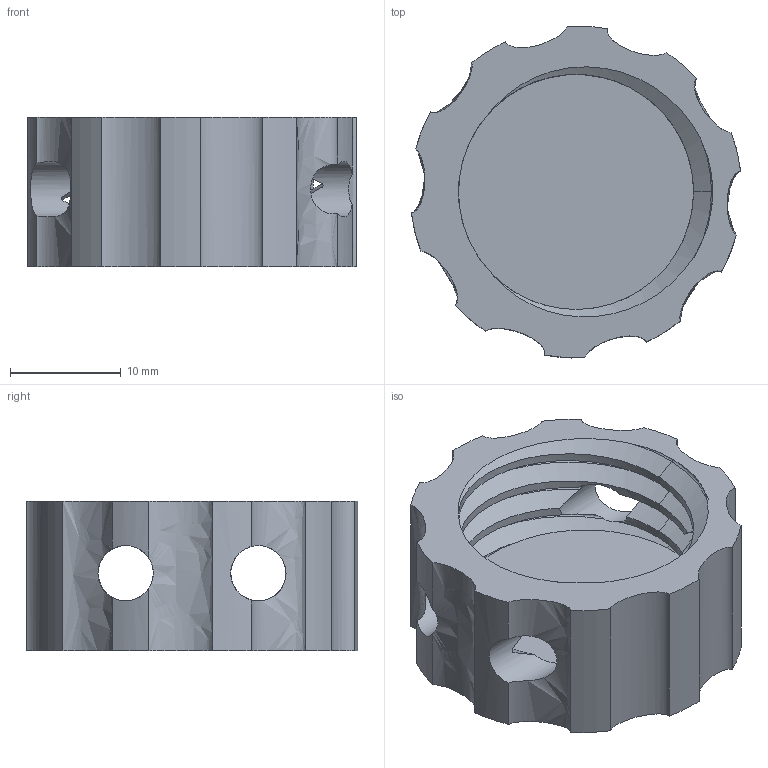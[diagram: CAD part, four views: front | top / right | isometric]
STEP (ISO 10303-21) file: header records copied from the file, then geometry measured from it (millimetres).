
FILE_DESCRIPTION(('FreeCAD Model'),'2;1');
FILE_NAME('Open CASCADE Shape Model','2025-03-07T21:22:32',(''),(''), 'Open CASCADE STEP processor 7.8','FreeCAD','Unknown');
FILE_SCHEMA(('AUTOMOTIVE_DESIGN { 1 0 10303 214 1 1 1 1 }'));
Length unit declared in the file: millimetre
Products named in the file (1): Cut
Bounding box: 29.76 x 29.99 x 13.5 mm (x, y, z)
Volume: 4653.1 mm3; surface area: 3736.1 mm2
Topology: 1 solids, 1 shells, 69 faces, 213 edges, 139 vertices
Faces by surface type: bspline 32, cylinder 24, extrusion 10, plane 3
Full cylindrical faces by diameter (mm): 5 x4, 21.252 x1
Entity records: 22382 total; most frequent: CARTESIAN_POINT 19184, B_SPLINE_CURVE_WITH_KNOTS 476, ORIENTED_EDGE 426, PCURVE 426, DEFINITIONAL_REPRESENTATION 426, DIRECTION 255, EDGE_CURVE 213, SURFACE_CURVE 209
